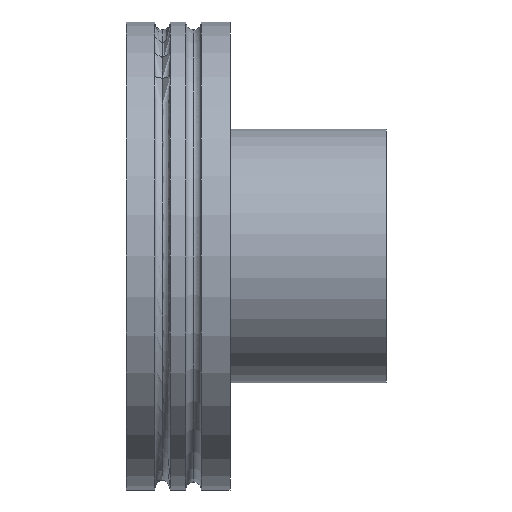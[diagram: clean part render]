
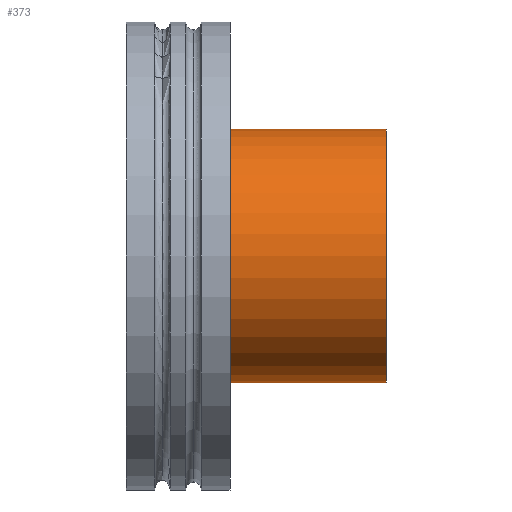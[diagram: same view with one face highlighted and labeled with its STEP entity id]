
A CAD part, front view. The second image highlights one B-rep face of the part: STEP entity #373.
In plain terms, the highlighted cylindrical face has radius 9.75 mm (diameter 19.5 mm), a partial arc.
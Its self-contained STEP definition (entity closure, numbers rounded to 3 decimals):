
#179 = VECTOR ( 'NONE', #1705, 1000. ) ;
#192 = CARTESIAN_POINT ( 'NONE',  ( 8., 0., 9.75 ) ) ;
#204 = FACE_OUTER_BOUND ( 'NONE', #701, .T. ) ;
#236 = VERTEX_POINT ( 'NONE', #697 ) ;
#255 = ORIENTED_EDGE ( 'NONE', *, *, #3220, .T. ) ;
#373 = ADVANCED_FACE ( 'NONE', ( #204 ), #1222, .T. ) ;
#403 = AXIS2_PLACEMENT_3D ( 'NONE', #1970, #1724, #1208 ) ;
#419 = VERTEX_POINT ( 'NONE', #1474 ) ;
#615 = DIRECTION ( 'NONE',  ( 0., 0., 1. ) ) ;
#628 = ORIENTED_EDGE ( 'NONE', *, *, #665, .F. ) ;
#665 = EDGE_CURVE ( 'NONE', #236, #419, #2976, .T. ) ;
#676 = AXIS2_PLACEMENT_3D ( 'NONE', #2798, #2311, #2538 ) ;
#697 = CARTESIAN_POINT ( 'NONE',  ( 20., 0., -9.75 ) ) ;
#701 = EDGE_LOOP ( 'NONE', ( #628, #888, #255, #3176 ) ) ;
#771 = CARTESIAN_POINT ( 'NONE',  ( 20., 0., 9.75 ) ) ;
#849 = EDGE_CURVE ( 'NONE', #1072, #236, #2325, .T. ) ;
#888 = ORIENTED_EDGE ( 'NONE', *, *, #849, .F. ) ;
#1072 = VERTEX_POINT ( 'NONE', #771 ) ;
#1126 = CARTESIAN_POINT ( 'NONE',  ( 8., 0., 0. ) ) ;
#1208 = DIRECTION ( 'NONE',  ( 0., 0., 1. ) ) ;
#1222 = CYLINDRICAL_SURFACE ( 'NONE', #403, 9.75 ) ;
#1232 = CARTESIAN_POINT ( 'NONE',  ( 20., 0., 9.75 ) ) ;
#1452 = LINE ( 'NONE', #1232, #1804 ) ;
#1474 = CARTESIAN_POINT ( 'NONE',  ( 8., 0., -9.75 ) ) ;
#1700 = EDGE_CURVE ( 'NONE', #419, #2222, #2466, .T. ) ;
#1705 = DIRECTION ( 'NONE',  ( -1., 0., 0. ) ) ;
#1724 = DIRECTION ( 'NONE',  ( -1., 0., 0. ) ) ;
#1804 = VECTOR ( 'NONE', #2738, 1000. ) ;
#1970 = CARTESIAN_POINT ( 'NONE',  ( 20., 0., 0. ) ) ;
#2149 = AXIS2_PLACEMENT_3D ( 'NONE', #1126, #2879, #615 ) ;
#2222 = VERTEX_POINT ( 'NONE', #192 ) ;
#2311 = DIRECTION ( 'NONE',  ( 1., 0., 0. ) ) ;
#2325 = CIRCLE ( 'NONE', #676, 9.75 ) ;
#2459 = CARTESIAN_POINT ( 'NONE',  ( 20., 0., -9.75 ) ) ;
#2466 = CIRCLE ( 'NONE', #2149, 9.75 ) ;
#2538 = DIRECTION ( 'NONE',  ( 0., 0., -1. ) ) ;
#2738 = DIRECTION ( 'NONE',  ( -1., 0., 0. ) ) ;
#2798 = CARTESIAN_POINT ( 'NONE',  ( 20., 0., 0. ) ) ;
#2879 = DIRECTION ( 'NONE',  ( -1., 0., 0. ) ) ;
#2976 = LINE ( 'NONE', #2459, #179 ) ;
#3176 = ORIENTED_EDGE ( 'NONE', *, *, #1700, .F. ) ;
#3220 = EDGE_CURVE ( 'NONE', #1072, #2222, #1452, .T. ) ;
